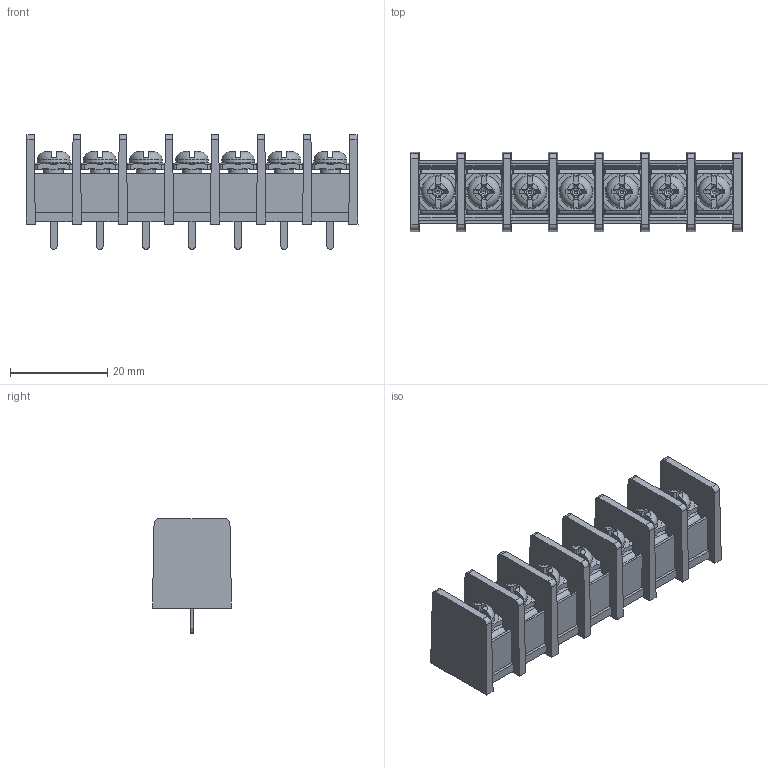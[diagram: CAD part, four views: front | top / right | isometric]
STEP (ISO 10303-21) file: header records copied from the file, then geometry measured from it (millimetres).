
FILE_DESCRIPTION(('STEP AP214'), '1');
FILE_NAME('DG45', '2019-10-04T22:10:50', ('AF'), (''), 'UNSPECIFIED', 'UNSPECIFIED', '');
FILE_SCHEMA(('AUTOMOTIVE_DESIGN { 1 0 10303 214 3 1 1}'));
Length unit declared in the file: millimetre
Assembly tree (21 placements, depth 2):
  (unnamed)
    (unnamed)  x7
    (unnamed)  x7
    (unnamed)  x7
Bounding box: 68.4 x 16.3 x 23.6 mm (x, y, z)
Volume: 8767.6 mm3; surface area: 14482.7 mm2
Topology: 22 solids, 22 shells, 1814 faces, 4715 edges, 2938 vertices
Faces by surface type: plane 1273, cone 189, cylinder 184, bspline 112, torus 28, sphere 28
Full cylindrical faces by diameter (mm): 3.3 x14, 3.4 x7, 4 x7, 4.9 x7
Entity records: 25924 total; most frequent: CARTESIAN_POINT 4559, ORIENTED_EDGE 3396, DIRECTION 3023, EDGE_CURVE 1698, LINE 1409, VECTOR 1409, VERTEX_POINT 1109, AXIS2_PLACEMENT_3D 807
